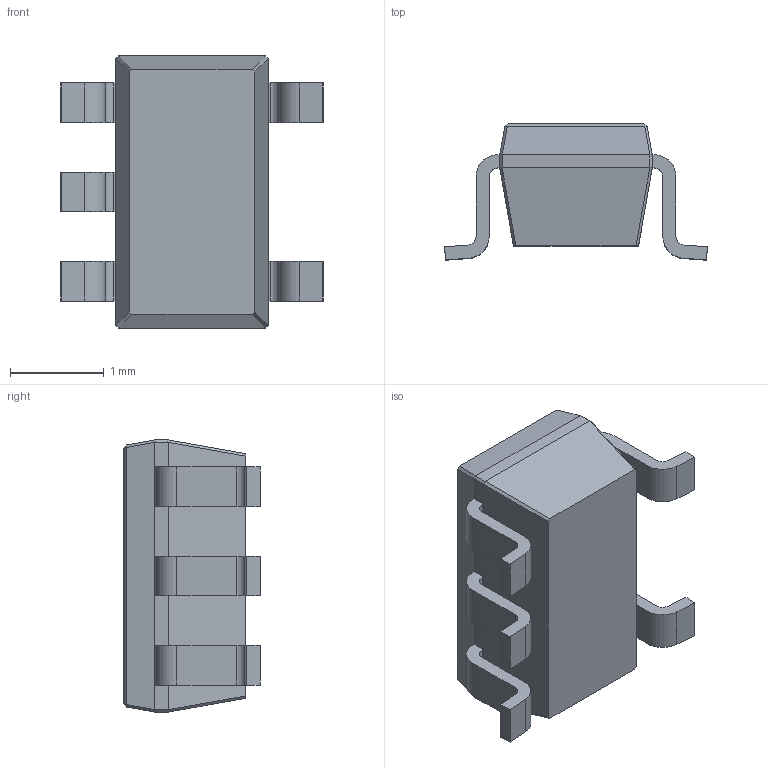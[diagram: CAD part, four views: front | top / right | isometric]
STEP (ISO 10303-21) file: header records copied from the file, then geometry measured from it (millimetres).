
FILE_DESCRIPTION ( ( 'STEP AP214' ), '1' );
FILE_NAME ( 'MAX40200AUK+T.STEP', '', ( '' ), ( '' ), '', '', '' );
FILE_SCHEMA (( 'AUTOMOTIVE_DESIGN' ));
Length unit declared in the file: millimetre
Products named in the file (1): MAX40200AUK+T
Bounding box: 2.8 x 1.45 x 2.9 mm (x, y, z)
Volume: 5.9 mm3; surface area: 27.6 mm2
Topology: 6 solids, 6 shells, 219 faces, 570 edges, 376 vertices
Faces by surface type: plane 150, bspline 47, cylinder 22
Entity records: 11518 total; most frequent: CARTESIAN_POINT 4021, ORIENTED_EDGE 1140, DIRECTION 866, EDGE_CURVE 570, VECTOR 432, LINE 432, VERTEX_POINT 376, EDGE_LOOP 232
